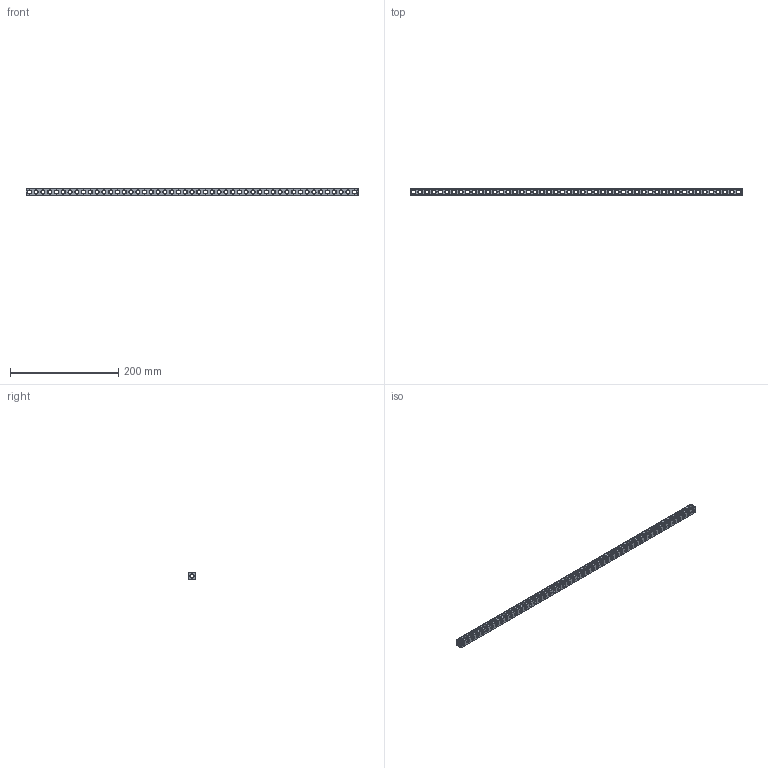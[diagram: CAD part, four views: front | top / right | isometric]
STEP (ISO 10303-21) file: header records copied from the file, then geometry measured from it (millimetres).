
FILE_DESCRIPTION(('FreeCAD Model'),'2;1');
FILE_NAME('Open CASCADE Shape Model','2021-05-30T23:43:50',( 'Paulo Kiefe'),('STEMFIE.org'),'Open CASCADE STEP processor 7.4', 'FreeCAD','Unknown');
FILE_SCHEMA(('AUTOMOTIVE_DESIGN { 1 0 10303 214 1 1 1 1 }'));
Products named in the file (1): Beam_STR_ESS_BU49x01x01_-_SPN-BEM-0086_(stemfie.org)
Bounding box: 612.5 x 12.5 x 12.5 mm (x, y, z)
Volume: 47834.6 mm3; surface area: 42695.5 mm2
Topology: 1 solids, 1 shells, 1012 faces, 3361 edges, 2240 vertices
Faces by surface type: plane 379, cylinder 295, cone 198, extrusion 140
Full cylindrical faces by diameter (mm): 7 x246, 9.2 x49
Entity records: 98151 total; most frequent: CARTESIAN_POINT 35679, DIRECTION 10537, ORIENTED_EDGE 6722, PCURVE 6722, DEFINITIONAL_REPRESENTATION 6722, VECTOR 5499, LINE 5359, EDGE_CURVE 3361
